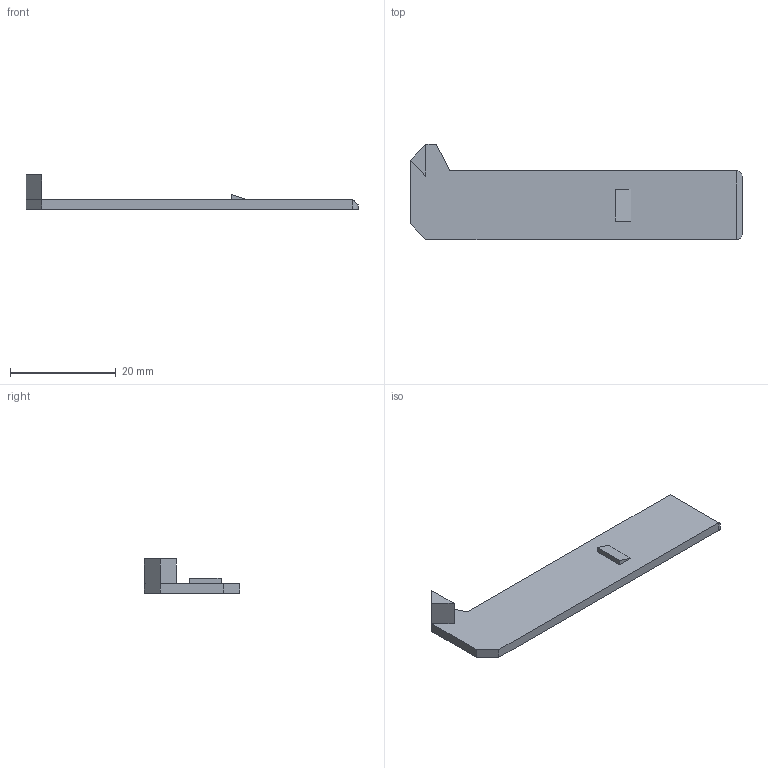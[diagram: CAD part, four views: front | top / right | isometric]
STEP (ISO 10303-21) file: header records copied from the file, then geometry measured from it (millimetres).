
FILE_DESCRIPTION (( 'STEP AP203' ), '1' );
FILE_NAME ('Pièce gauche.STEP', '2021-04-17T17:54:20', ( '' ), ( '' ), 'SwSTEP 2.0', 'SolidWorks 2012', '' );
FILE_SCHEMA (( 'CONFIG_CONTROL_DESIGN' ));
Length unit declared in the file: millimetre
Products named in the file (1): Pièce gauche
Bounding box: 62.8 x 18 x 6.5 mm (x, y, z)
Volume: 1553.9 mm3; surface area: 2026.3 mm2
Topology: 1 solids, 1 shells, 20 faces, 47 edges, 30 vertices
Faces by surface type: plane 18, cylinder 2
Entity records: 638 total; most frequent: CARTESIAN_POINT 104, ORIENTED_EDGE 94, DIRECTION 89, EDGE_CURVE 47, LINE 43, VECTOR 43, VERTEX_POINT 30, AXIS2_PLACEMENT_3D 23
